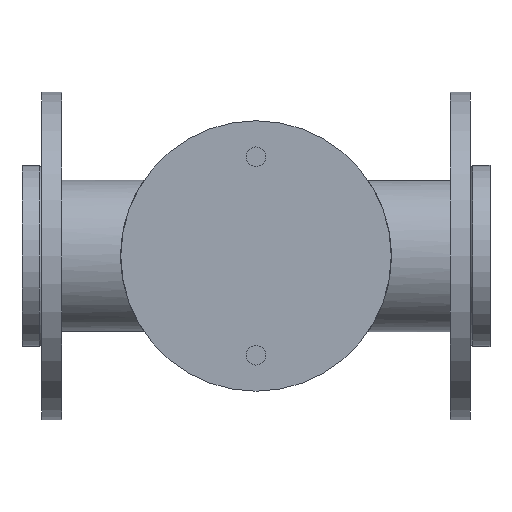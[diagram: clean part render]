
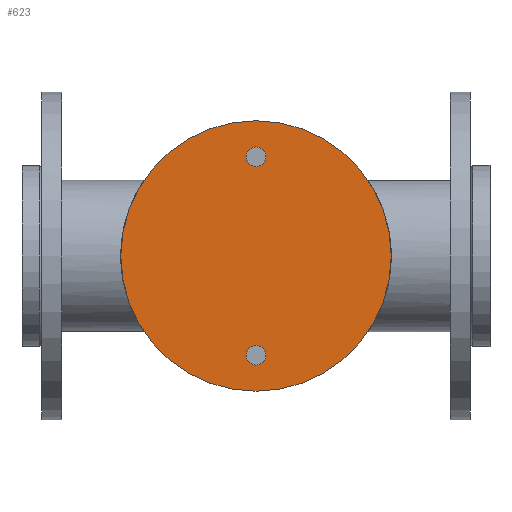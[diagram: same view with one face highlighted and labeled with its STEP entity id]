
A CAD part, front view. The second image highlights one B-rep face of the part: STEP entity #623.
In plain terms, the highlighted planar face has unit normal (0, -1, 0).
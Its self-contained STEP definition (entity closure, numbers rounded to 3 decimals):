
#88 = AXIS2_PLACEMENT_3D ( 'NONE', #679, #1450, #2327 ) ;
#411 = CARTESIAN_POINT ( 'NONE',  ( 0., -46.28, 36.031 ) ) ;
#477 = CARTESIAN_POINT ( 'NONE',  ( 0., -46.28, 0. ) ) ;
#618 = DIRECTION ( 'NONE',  ( 0., 0., -1. ) ) ;
#623 = ADVANCED_FACE ( 'NONE', ( #2252, #3540, #2196 ), #928, .F. ) ;
#679 = CARTESIAN_POINT ( 'NONE',  ( 0., -46.28, 40. ) ) ;
#755 = ORIENTED_EDGE ( 'NONE', *, *, #2485, .F. ) ;
#928 = PLANE ( 'NONE',  #2807 ) ;
#991 = CARTESIAN_POINT ( 'NONE',  ( 0., -46.28, -40. ) ) ;
#1337 = CIRCLE ( 'NONE', #88, 3.969 ) ;
#1450 = DIRECTION ( 'NONE',  ( 0., -1., 0. ) ) ;
#1496 = DIRECTION ( 'NONE',  ( 0., -1., 0. ) ) ;
#1830 = EDGE_LOOP ( 'NONE', ( #2701 ) ) ;
#1831 = DIRECTION ( 'NONE',  ( 0., 1., 0. ) ) ;
#2158 = VERTEX_POINT ( 'NONE', #411 ) ;
#2196 = FACE_OUTER_BOUND ( 'NONE', #2895, .T. ) ;
#2252 = FACE_BOUND ( 'NONE', #3132, .T. ) ;
#2325 = DIRECTION ( 'NONE',  ( 0., 0., 1. ) ) ;
#2327 = DIRECTION ( 'NONE',  ( 0., 0., -1. ) ) ;
#2485 = EDGE_CURVE ( 'NONE', #3026, #3026, #3837, .T. ) ;
#2563 = CIRCLE ( 'NONE', #3197, 3.969 ) ;
#2701 = ORIENTED_EDGE ( 'NONE', *, *, #3857, .F. ) ;
#2807 = AXIS2_PLACEMENT_3D ( 'NONE', #477, #1831, #3898 ) ;
#2895 = EDGE_LOOP ( 'NONE', ( #755 ) ) ;
#3026 = VERTEX_POINT ( 'NONE', #4239 ) ;
#3127 = AXIS2_PLACEMENT_3D ( 'NONE', #3582, #5260, #2325 ) ;
#3132 = EDGE_LOOP ( 'NONE', ( #4716 ) ) ;
#3197 = AXIS2_PLACEMENT_3D ( 'NONE', #991, #1496, #618 ) ;
#3540 = FACE_BOUND ( 'NONE', #1830, .T. ) ;
#3582 = CARTESIAN_POINT ( 'NONE',  ( 0., -46.28, 0. ) ) ;
#3837 = CIRCLE ( 'NONE', #3127, 54.5 ) ;
#3857 = EDGE_CURVE ( 'NONE', #2158, #2158, #1337, .T. ) ;
#3859 = CARTESIAN_POINT ( 'NONE',  ( 0., -46.28, -43.969 ) ) ;
#3898 = DIRECTION ( 'NONE',  ( 0., 0., 1. ) ) ;
#4022 = EDGE_CURVE ( 'NONE', #4585, #4585, #2563, .T. ) ;
#4239 = CARTESIAN_POINT ( 'NONE',  ( 0., -46.28, 54.5 ) ) ;
#4585 = VERTEX_POINT ( 'NONE', #3859 ) ;
#4716 = ORIENTED_EDGE ( 'NONE', *, *, #4022, .F. ) ;
#5260 = DIRECTION ( 'NONE',  ( 0., 1., 0. ) ) ;
